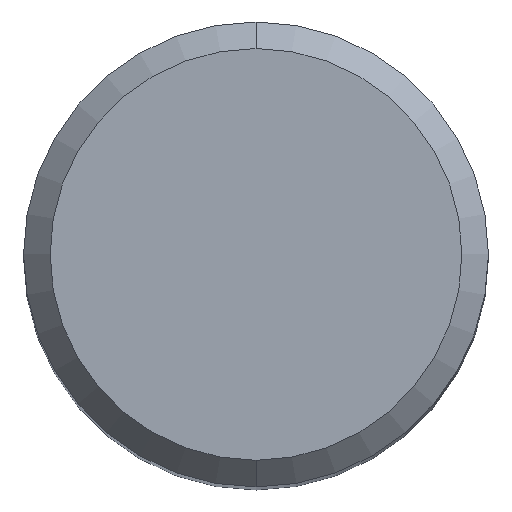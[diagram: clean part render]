
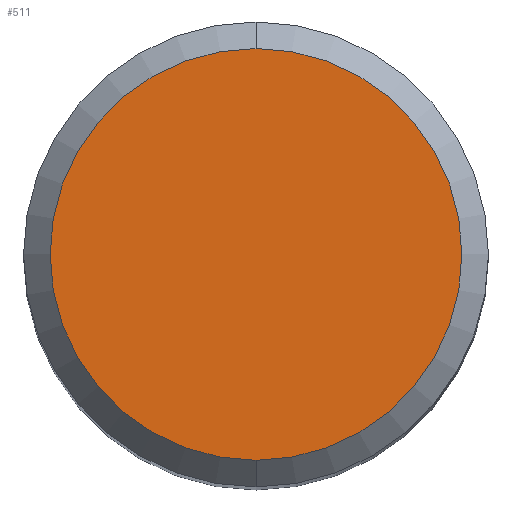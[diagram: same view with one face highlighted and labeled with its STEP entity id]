
A CAD part, top view. The second image highlights one B-rep face of the part: STEP entity #511.
In plain terms, the highlighted planar face has unit normal (0, 0, 1).
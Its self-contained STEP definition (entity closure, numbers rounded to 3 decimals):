
#315=VERTEX_POINT('',#715);
#399=EDGE_CURVE('',#545,#315,#810,.T.);
#451=EDGE_CURVE('',#315,#545,#870,.T.);
#511=ADVANCED_FACE('',(#933),#934,.T.);
#545=VERTEX_POINT('',#971);
#715=CARTESIAN_POINT('',(0.0,3.1,0.0));
#810=CIRCLE('',#1358,3.1);
#870=CIRCLE('',#1447,3.1);
#933=FACE_OUTER_BOUND('',#1619,.T.);
#934=PLANE('',#1620);
#971=CARTESIAN_POINT('',(0.,-3.1,0.0));
#1358=AXIS2_PLACEMENT_3D('',#2038,#2039,#2040);
#1447=AXIS2_PLACEMENT_3D('',#2132,#2133,#2134);
#1619=EDGE_LOOP('',(#2176,#2177));
#1620=AXIS2_PLACEMENT_3D('',#2178,#2179,#2180);
#2038=CARTESIAN_POINT('',(0.0,0.0,0.0));
#2039=DIRECTION('',(0.0,0.0,-1.0));
#2040=DIRECTION('',(0.0,1.0,0.0));
#2132=CARTESIAN_POINT('',(0.0,0.0,0.0));
#2133=DIRECTION('',(0.0,0.0,-1.0));
#2134=DIRECTION('',(0.0,1.0,0.0));
#2176=ORIENTED_EDGE('',*,*,#451,.F.);
#2177=ORIENTED_EDGE('',*,*,#399,.F.);
#2178=CARTESIAN_POINT('',(0.0,1.55,0.0));
#2179=DIRECTION('',(-0.0,0.0,1.0));
#2180=DIRECTION('',(0.0,-1.0,0.0));
